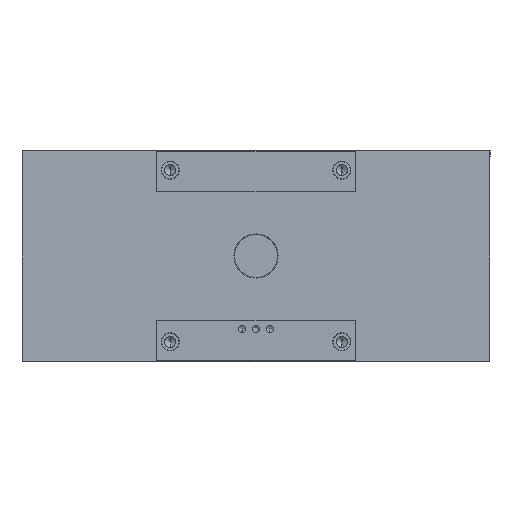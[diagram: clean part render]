
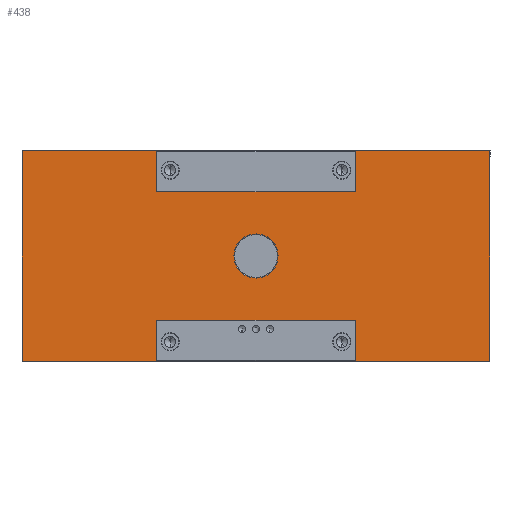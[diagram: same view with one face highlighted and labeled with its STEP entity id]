
A CAD part, front view. The second image highlights one B-rep face of the part: STEP entity #438.
In plain terms, the highlighted planar face has unit normal (0, -1, 0).
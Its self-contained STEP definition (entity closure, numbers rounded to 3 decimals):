
#18 = VERTEX_POINT ( 'NONE', #3586 ) ;
#23 = VERTEX_POINT ( 'NONE', #3585 ) ;
#43 = EDGE_CURVE ( 'NONE', #18, #23, #3732, .T. ) ;
#64 = VERTEX_POINT ( 'NONE', #3760 ) ;
#77 = VERTEX_POINT ( 'NONE', #3743 ) ;
#78 = EDGE_CURVE ( 'NONE', #77, #64, #3799, .T. ) ;
#288 = VERTEX_POINT ( 'NONE', #4116 ) ;
#413 = EDGE_CURVE ( 'NONE', #3475, #3531, #4352, .T. ) ;
#414 = ORIENTED_EDGE ( 'NONE', *, *, #432, .T. ) ;
#418 = ORIENTED_EDGE ( 'NONE', *, *, #3174, .T. ) ;
#419 = ORIENTED_EDGE ( 'NONE', *, *, #420, .T. ) ;
#420 = EDGE_CURVE ( 'NONE', #3172, #3175, #4345, .T. ) ;
#421 = EDGE_LOOP ( 'NONE', ( #422, #423, #424, #426, #427, #489, #490, #491, #492, #494, #495, #414 ) ) ;
#422 = ORIENTED_EDGE ( 'NONE', *, *, #78, .T. ) ;
#423 = ORIENTED_EDGE ( 'NONE', *, *, #3625, .T. ) ;
#424 = ORIENTED_EDGE ( 'NONE', *, *, #425, .F. ) ;
#425 = EDGE_CURVE ( 'NONE', #23, #3491, #4337, .T. ) ;
#426 = ORIENTED_EDGE ( 'NONE', *, *, #43, .F. ) ;
#427 = ORIENTED_EDGE ( 'NONE', *, *, #428, .F. ) ;
#428 = EDGE_CURVE ( 'NONE', #3496, #18, #4333, .T. ) ;
#432 = EDGE_CURVE ( 'NONE', #3475, #77, #4329, .T. ) ;
#435 = EDGE_CURVE ( 'NONE', #3431, #3482, #4325, .T. ) ;
#438 = ADVANCED_FACE ( 'NONE', ( #4321, #4382 ), #4381, .F. ) ;
#439 = EDGE_LOOP ( 'NONE', ( #418, #419 ) ) ;
#489 = ORIENTED_EDGE ( 'NONE', *, *, #3627, .F. ) ;
#490 = ORIENTED_EDGE ( 'NONE', *, *, #3430, .F. ) ;
#491 = ORIENTED_EDGE ( 'NONE', *, *, #435, .T. ) ;
#492 = ORIENTED_EDGE ( 'NONE', *, *, #493, .F. ) ;
#493 = EDGE_CURVE ( 'NONE', #288, #3482, #4462, .T. ) ;
#494 = ORIENTED_EDGE ( 'NONE', *, *, #2420, .T. ) ;
#495 = ORIENTED_EDGE ( 'NONE', *, *, #413, .F. ) ;
#2420 = EDGE_CURVE ( 'NONE', #288, #3531, #7770, .T. ) ;
#3172 = VERTEX_POINT ( 'NONE', #9357 ) ;
#3174 = EDGE_CURVE ( 'NONE', #3175, #3172, #9356, .T. ) ;
#3175 = VERTEX_POINT ( 'NONE', #9351 ) ;
#3430 = EDGE_CURVE ( 'NONE', #3431, #3432, #9946, .T. ) ;
#3431 = VERTEX_POINT ( 'NONE', #9942 ) ;
#3432 = VERTEX_POINT ( 'NONE', #9941 ) ;
#3475 = VERTEX_POINT ( 'NONE', #10039 ) ;
#3482 = VERTEX_POINT ( 'NONE', #10025 ) ;
#3491 = VERTEX_POINT ( 'NONE', #10069 ) ;
#3496 = VERTEX_POINT ( 'NONE', #10062 ) ;
#3531 = VERTEX_POINT ( 'NONE', #10116 ) ;
#3585 = CARTESIAN_POINT ( 'NONE',  ( -92.5, 1., -60. ) ) ;
#3586 = CARTESIAN_POINT ( 'NONE',  ( 92.5, 1., -60. ) ) ;
#3625 = EDGE_CURVE ( 'NONE', #64, #3491, #10212, .T. ) ;
#3627 = EDGE_CURVE ( 'NONE', #3432, #3496, #10207, .T. ) ;
#3729 = DIRECTION ( 'NONE',  ( -1., 0., 0. ) ) ;
#3730 = VECTOR ( 'NONE', #3729, 1000. ) ;
#3731 = CARTESIAN_POINT ( 'NONE',  ( 218., 1., -60. ) ) ;
#3732 = LINE ( 'NONE', #3731, #3730 ) ;
#3743 = CARTESIAN_POINT ( 'NONE',  ( -218., 1., 98. ) ) ;
#3760 = CARTESIAN_POINT ( 'NONE',  ( -218., 1., -98. ) ) ;
#3796 = DIRECTION ( 'NONE',  ( 0., 0., -1. ) ) ;
#3797 = VECTOR ( 'NONE', #3796, 1000. ) ;
#3798 = CARTESIAN_POINT ( 'NONE',  ( -218., 1., 60. ) ) ;
#3799 = LINE ( 'NONE', #3798, #3797 ) ;
#4116 = CARTESIAN_POINT ( 'NONE',  ( 92.5, 1., 60. ) ) ;
#4321 = FACE_BOUND ( 'NONE', #439, .T. ) ;
#4322 = DIRECTION ( 'NONE',  ( -1., 0., 0. ) ) ;
#4323 = VECTOR ( 'NONE', #4322, 1000. ) ;
#4324 = CARTESIAN_POINT ( 'NONE',  ( 218., 1., 98. ) ) ;
#4325 = LINE ( 'NONE', #4324, #4323 ) ;
#4326 = DIRECTION ( 'NONE',  ( -1., 0., 0. ) ) ;
#4327 = VECTOR ( 'NONE', #4326, 1000. ) ;
#4328 = CARTESIAN_POINT ( 'NONE',  ( 218., 1., 98. ) ) ;
#4329 = LINE ( 'NONE', #4328, #4327 ) ;
#4330 = DIRECTION ( 'NONE',  ( 0., 0., 1. ) ) ;
#4331 = VECTOR ( 'NONE', #4330, 1000. ) ;
#4332 = CARTESIAN_POINT ( 'NONE',  ( 92.5, 1., -98. ) ) ;
#4333 = LINE ( 'NONE', #4332, #4331 ) ;
#4334 = DIRECTION ( 'NONE',  ( 0., 0., -1. ) ) ;
#4335 = VECTOR ( 'NONE', #4334, 1000. ) ;
#4336 = CARTESIAN_POINT ( 'NONE',  ( -92.5, 1., -98. ) ) ;
#4337 = LINE ( 'NONE', #4336, #4335 ) ;
#4338 = DIRECTION ( 'NONE',  ( 0., 0., 1. ) ) ;
#4339 = DIRECTION ( 'NONE',  ( 0., 1., 0. ) ) ;
#4340 = CARTESIAN_POINT ( 'NONE',  ( 0., 1., 0. ) ) ;
#4341 = AXIS2_PLACEMENT_3D ( 'NONE', #4340, #4339, #4338 ) ;
#4345 = CIRCLE ( 'NONE', #4341, 20.5 ) ;
#4349 = DIRECTION ( 'NONE',  ( 0., 0., -1. ) ) ;
#4350 = VECTOR ( 'NONE', #4349, 1000. ) ;
#4351 = CARTESIAN_POINT ( 'NONE',  ( -92.5, 1., 60. ) ) ;
#4352 = LINE ( 'NONE', #4351, #4350 ) ;
#4376 = DIRECTION ( 'NONE',  ( 0., 0., 1. ) ) ;
#4377 = DIRECTION ( 'NONE',  ( 0., 1., 0. ) ) ;
#4378 = CARTESIAN_POINT ( 'NONE',  ( 218., 1., 60. ) ) ;
#4380 = AXIS2_PLACEMENT_3D ( 'NONE', #4378, #4377, #4376 ) ;
#4381 = PLANE ( 'NONE',  #4380 ) ;
#4382 = FACE_OUTER_BOUND ( 'NONE', #421, .T. ) ;
#4459 = DIRECTION ( 'NONE',  ( 0., 0., 1. ) ) ;
#4460 = VECTOR ( 'NONE', #4459, 1000. ) ;
#4461 = CARTESIAN_POINT ( 'NONE',  ( 92.5, 1., 60. ) ) ;
#4462 = LINE ( 'NONE', #4461, #4460 ) ;
#7767 = DIRECTION ( 'NONE',  ( -1., 0., 0. ) ) ;
#7768 = VECTOR ( 'NONE', #7767, 1000. ) ;
#7769 = CARTESIAN_POINT ( 'NONE',  ( 218., 1., 60. ) ) ;
#7770 = LINE ( 'NONE', #7769, #7768 ) ;
#9351 = CARTESIAN_POINT ( 'NONE',  ( 0., 1., -20.5 ) ) ;
#9352 = DIRECTION ( 'NONE',  ( 0., 0., 1. ) ) ;
#9353 = DIRECTION ( 'NONE',  ( 0., 1., 0. ) ) ;
#9354 = CARTESIAN_POINT ( 'NONE',  ( 0., 1., 0. ) ) ;
#9355 = AXIS2_PLACEMENT_3D ( 'NONE', #9354, #9353, #9352 ) ;
#9356 = CIRCLE ( 'NONE', #9355, 20.5 ) ;
#9357 = CARTESIAN_POINT ( 'NONE',  ( 0., 1., 20.5 ) ) ;
#9702 = DIRECTION ( 'NONE',  ( -1., 0., 0. ) ) ;
#9941 = CARTESIAN_POINT ( 'NONE',  ( 218., 1., -98. ) ) ;
#9942 = CARTESIAN_POINT ( 'NONE',  ( 218., 1., 98. ) ) ;
#9943 = DIRECTION ( 'NONE',  ( 0., 0., -1. ) ) ;
#9944 = VECTOR ( 'NONE', #9943, 1000. ) ;
#9945 = CARTESIAN_POINT ( 'NONE',  ( 218., 1., 60. ) ) ;
#9946 = LINE ( 'NONE', #9945, #9944 ) ;
#10025 = CARTESIAN_POINT ( 'NONE',  ( 92.5, 1., 98. ) ) ;
#10039 = CARTESIAN_POINT ( 'NONE',  ( -92.5, 1., 98. ) ) ;
#10062 = CARTESIAN_POINT ( 'NONE',  ( 92.5, 1., -98. ) ) ;
#10069 = CARTESIAN_POINT ( 'NONE',  ( -92.5, 1., -98. ) ) ;
#10116 = CARTESIAN_POINT ( 'NONE',  ( -92.5, 1., 60. ) ) ;
#10205 = VECTOR ( 'NONE', #9702, 1000. ) ;
#10206 = CARTESIAN_POINT ( 'NONE',  ( 218., 1., -98. ) ) ;
#10207 = LINE ( 'NONE', #10206, #10205 ) ;
#10209 = DIRECTION ( 'NONE',  ( 1., 0., 0. ) ) ;
#10210 = VECTOR ( 'NONE', #10209, 1000. ) ;
#10211 = CARTESIAN_POINT ( 'NONE',  ( 218., 1., -98. ) ) ;
#10212 = LINE ( 'NONE', #10211, #10210 ) ;
